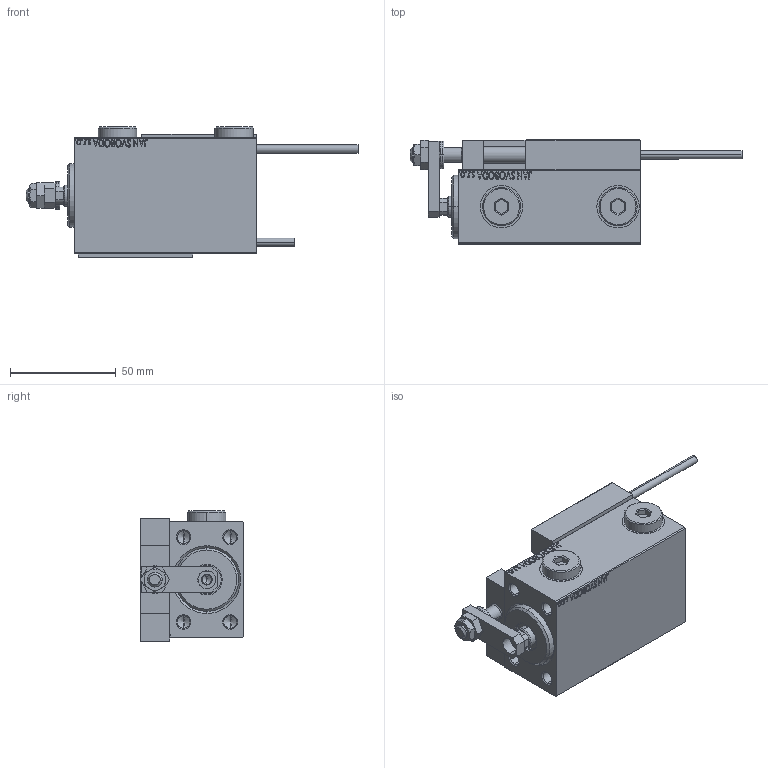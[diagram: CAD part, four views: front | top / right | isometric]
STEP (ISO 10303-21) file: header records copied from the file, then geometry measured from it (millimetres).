
FILE_DESCRIPTION (( 'STEP AP203' ), '1' );
FILE_NAME ('64f7.STEP', '2024-02-13T08:01:22', ( '' ), ( '' ), 'SwSTEP 2.0', 'SolidWorks 2019', '' );
FILE_SCHEMA (( 'CONFIG_CONTROL_DESIGN' ));
Length unit declared in the file: millimetre
Products named in the file (17): SWITCH X d053826fe39a073bb679c74a3cf178db; ALLEN BOLT D5 d053826fe39a073bb679c74a3cf178db; TYC_L79 d053826fe39a073bb679c74a3cf178db; SWITCH_X_FRONT_BACK d053826fe39a073bb679c74a3cf178db; MAGNET d053826fe39a073bb679c74a3cf178db; V450CM_B_Body d053826fe39a073bb679c74a3cf178db; KONCOVKA d053826fe39a073bb679c74a3cf178db; SWITCH DIM B,W d053826fe39a073bb679c74a3cf178db; V450CM_B_VCP d053826fe39a073bb679c74a3cf178db; NUT_D10 d053826fe39a073bb679c74a3cf178db; Zatka_OIL_PORT d053826fe39a073bb679c74a3cf178db; V450CM_VC_B d053826fe39a073bb679c74a3cf178db; ALLEN BOLT D8 d053826fe39a073bb679c74a3cf178db; NUT_D12 d053826fe39a073bb679c74a3cf178db; Block d053826fe39a073bb679c74a3cf178db; 64f7; ZARAZKA d053826fe39a073bb679c74a3cf178db
Assembly tree (27 placements, depth 3):
  64f7
    V450CM_B_Body d053826fe39a073bb679c74a3cf178db
    V450CM_B_VCP d053826fe39a073bb679c74a3cf178db
    SWITCH X d053826fe39a073bb679c74a3cf178db
      SWITCH_X_FRONT_BACK d053826fe39a073bb679c74a3cf178db  x2
      TYC_L79 d053826fe39a073bb679c74a3cf178db
      Block d053826fe39a073bb679c74a3cf178db  x2
      ALLEN BOLT D5 d053826fe39a073bb679c74a3cf178db  x4
      ALLEN BOLT D8 d053826fe39a073bb679c74a3cf178db  x4
      MAGNET d053826fe39a073bb679c74a3cf178db  x2
      KONCOVKA d053826fe39a073bb679c74a3cf178db  x2
    NUT_D10 d053826fe39a073bb679c74a3cf178db
    NUT_D12 d053826fe39a073bb679c74a3cf178db
    SWITCH DIM B,W d053826fe39a073bb679c74a3cf178db
    ZARAZKA d053826fe39a073bb679c74a3cf178db
    V450CM_VC_B d053826fe39a073bb679c74a3cf178db
    Zatka_OIL_PORT d053826fe39a073bb679c74a3cf178db  x2
Bounding box: 156.7 x 49 x 61.4 mm (x, y, z)
Volume: 198353 mm3; surface area: 58029 mm2
Topology: 26 solids, 26 shells, 1372 faces, 3272 edges, 2070 vertices
Faces by surface type: plane 595, bspline 380, cylinder 200, cone 149, torus 44, sphere 4
Entity records: 52464 total; most frequent: CARTESIAN_POINT 26463, ORIENTED_EDGE 5452, DIRECTION 3779, EDGE_CURVE 2726, VERTEX_POINT 1770, LINE 1575, VECTOR 1575, EDGE_LOOP 1266
